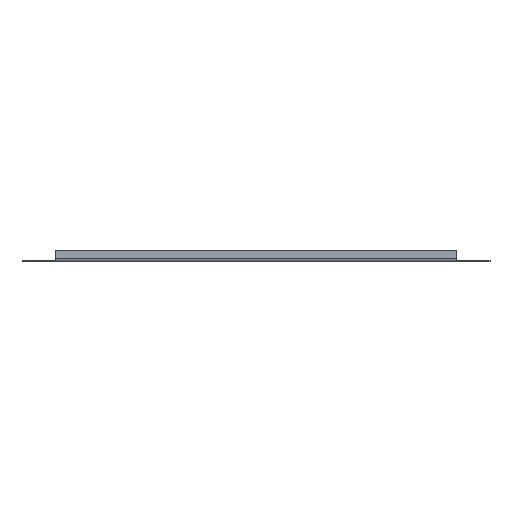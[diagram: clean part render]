
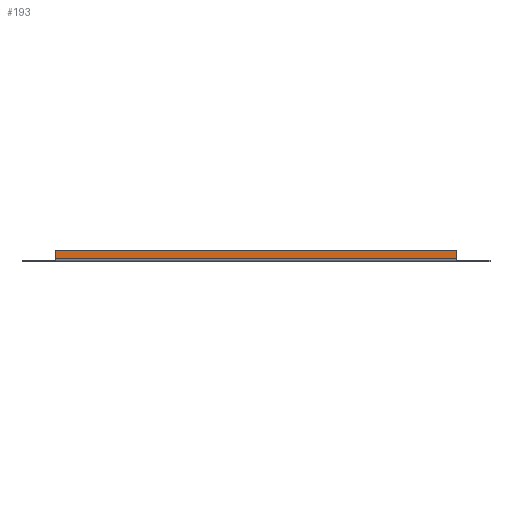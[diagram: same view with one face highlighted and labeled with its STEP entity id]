
A CAD part, front view. The second image highlights one B-rep face of the part: STEP entity #193.
In plain terms, the highlighted planar face has unit normal (0, -1, 0).
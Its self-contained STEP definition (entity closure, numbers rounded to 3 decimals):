
#6 = PLANE ( 'NONE',  #1544 ) ;
#26 = DIRECTION ( 'NONE',  ( -1., 0., 0. ) ) ;
#36 = VERTEX_POINT ( 'NONE', #625 ) ;
#93 = DIRECTION ( 'NONE',  ( 0., 0., -1. ) ) ;
#113 = EDGE_CURVE ( 'NONE', #766, #663, #922, .T. ) ;
#156 = DIRECTION ( 'NONE',  ( 0., 1., 0. ) ) ;
#165 = CARTESIAN_POINT ( 'NONE',  ( -142.5, -74., 1. ) ) ;
#181 = LINE ( 'NONE', #165, #941 ) ;
#192 = VECTOR ( 'NONE', #93, 1000. ) ;
#193 = ADVANCED_FACE ( 'NONE', ( #831 ), #6, .F. ) ;
#206 = CARTESIAN_POINT ( 'NONE',  ( 142.5, -74., 0. ) ) ;
#361 = EDGE_CURVE ( 'NONE', #36, #1570, #181, .T. ) ;
#366 = ORIENTED_EDGE ( 'NONE', *, *, #113, .F. ) ;
#422 = CARTESIAN_POINT ( 'NONE',  ( -142.5, -74., 7. ) ) ;
#447 = CARTESIAN_POINT ( 'NONE',  ( 142.5, -74., 7. ) ) ;
#508 = EDGE_CURVE ( 'NONE', #663, #36, #1419, .T. ) ;
#513 = CARTESIAN_POINT ( 'NONE',  ( -142.5, -74., 7. ) ) ;
#537 = DIRECTION ( 'NONE',  ( 0., 0., -1. ) ) ;
#602 = VECTOR ( 'NONE', #984, 1000. ) ;
#625 = CARTESIAN_POINT ( 'NONE',  ( 142.5, -74., 1. ) ) ;
#648 = CARTESIAN_POINT ( 'NONE',  ( 142.5, -74., 7. ) ) ;
#663 = VERTEX_POINT ( 'NONE', #447 ) ;
#760 = EDGE_LOOP ( 'NONE', ( #1623, #1525, #366, #827 ) ) ;
#766 = VERTEX_POINT ( 'NONE', #513 ) ;
#827 = ORIENTED_EDGE ( 'NONE', *, *, #1629, .F. ) ;
#831 = FACE_OUTER_BOUND ( 'NONE', #760, .T. ) ;
#922 = LINE ( 'NONE', #648, #960 ) ;
#941 = VECTOR ( 'NONE', #26, 1000. ) ;
#960 = VECTOR ( 'NONE', #1183, 1000. ) ;
#984 = DIRECTION ( 'NONE',  ( 0., 0., 1. ) ) ;
#1183 = DIRECTION ( 'NONE',  ( 1., 0., 0. ) ) ;
#1222 = LINE ( 'NONE', #422, #602 ) ;
#1367 = CARTESIAN_POINT ( 'NONE',  ( 0., -74., 0. ) ) ;
#1419 = LINE ( 'NONE', #206, #192 ) ;
#1474 = CARTESIAN_POINT ( 'NONE',  ( -142.5, -74., 1. ) ) ;
#1525 = ORIENTED_EDGE ( 'NONE', *, *, #508, .F. ) ;
#1544 = AXIS2_PLACEMENT_3D ( 'NONE', #1367, #156, #537 ) ;
#1570 = VERTEX_POINT ( 'NONE', #1474 ) ;
#1623 = ORIENTED_EDGE ( 'NONE', *, *, #361, .F. ) ;
#1629 = EDGE_CURVE ( 'NONE', #1570, #766, #1222, .T. ) ;
